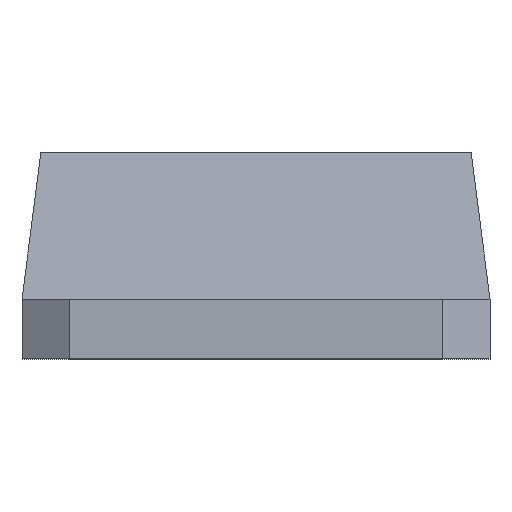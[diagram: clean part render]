
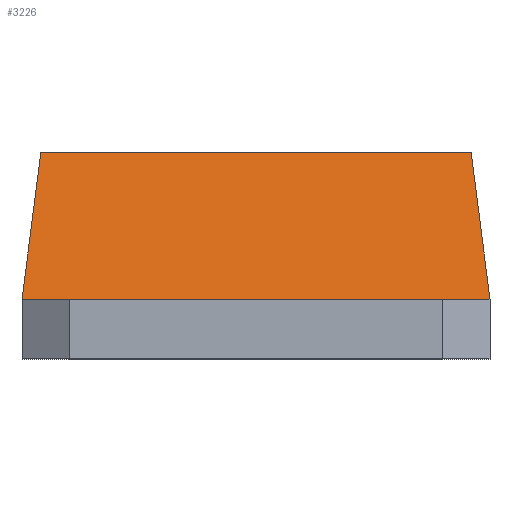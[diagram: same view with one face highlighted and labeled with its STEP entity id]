
A CAD part, top view. The second image highlights one B-rep face of the part: STEP entity #3226.
In plain terms, the highlighted planar face has unit normal (0, 0.202, 0.979).
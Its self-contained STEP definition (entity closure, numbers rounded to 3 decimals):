
#44 = CARTESIAN_POINT ( 'NONE',  ( 5., -0.93, 4.625 ) ) ;
#195 = VERTEX_POINT ( 'NONE', #212 ) ;
#205 = CARTESIAN_POINT ( 'NONE',  ( 5., 2.2, 3.978 ) ) ;
#212 = CARTESIAN_POINT ( 'NONE',  ( -4.597, 2.2, 3.978 ) ) ;
#254 = CARTESIAN_POINT ( 'NONE',  ( 5., -0.93, 4.625 ) ) ;
#347 = VECTOR ( 'NONE', #3065, 1000. ) ;
#420 = VERTEX_POINT ( 'NONE', #1502 ) ;
#683 = EDGE_CURVE ( 'NONE', #195, #420, #2447, .T. ) ;
#687 = LINE ( 'NONE', #44, #3957 ) ;
#1260 = VECTOR ( 'NONE', #2755, 1000. ) ;
#1285 = DIRECTION ( 'NONE',  ( -1., 0., 0. ) ) ;
#1502 = CARTESIAN_POINT ( 'NONE',  ( -5., -0.93, 4.625 ) ) ;
#1506 = CARTESIAN_POINT ( 'NONE',  ( -4.844, 0.285, 4.374 ) ) ;
#1623 = DIRECTION ( 'NONE',  ( 0., 0.979, -0.202 ) ) ;
#1628 = ORIENTED_EDGE ( 'NONE', *, *, #3245, .T. ) ;
#1723 = VERTEX_POINT ( 'NONE', #3992 ) ;
#1795 = CARTESIAN_POINT ( 'NONE',  ( 5., -0.93, 4.625 ) ) ;
#1841 = ORIENTED_EDGE ( 'NONE', *, *, #2955, .F. ) ;
#1887 = DIRECTION ( 'NONE',  ( 0., -0.202, -0.979 ) ) ;
#2074 = EDGE_CURVE ( 'NONE', #1723, #195, #3186, .T. ) ;
#2309 = LINE ( 'NONE', #2760, #3752 ) ;
#2447 = LINE ( 'NONE', #1506, #1260 ) ;
#2674 = ORIENTED_EDGE ( 'NONE', *, *, #2074, .T. ) ;
#2755 = DIRECTION ( 'NONE',  ( -0.125, -0.972, 0.201 ) ) ;
#2760 = CARTESIAN_POINT ( 'NONE',  ( 5., -0.93, 4.625 ) ) ;
#2955 = EDGE_CURVE ( 'NONE', #3949, #420, #687, .T. ) ;
#3062 = DIRECTION ( 'NONE',  ( -0.125, 0.972, -0.201 ) ) ;
#3065 = DIRECTION ( 'NONE',  ( -1., 0., 0. ) ) ;
#3106 = AXIS2_PLACEMENT_3D ( 'NONE', #254, #1887, #1623 ) ;
#3186 = LINE ( 'NONE', #205, #347 ) ;
#3226 = ADVANCED_FACE ( 'NONE', ( #3905 ), #3562, .F. ) ;
#3245 = EDGE_CURVE ( 'NONE', #3949, #1723, #2309, .T. ) ;
#3261 = EDGE_LOOP ( 'NONE', ( #2674, #3583, #1841, #1628 ) ) ;
#3562 = PLANE ( 'NONE',  #3106 ) ;
#3583 = ORIENTED_EDGE ( 'NONE', *, *, #683, .T. ) ;
#3752 = VECTOR ( 'NONE', #3062, 1000. ) ;
#3905 = FACE_OUTER_BOUND ( 'NONE', #3261, .T. ) ;
#3949 = VERTEX_POINT ( 'NONE', #1795 ) ;
#3957 = VECTOR ( 'NONE', #1285, 1000. ) ;
#3992 = CARTESIAN_POINT ( 'NONE',  ( 4.597, 2.2, 3.978 ) ) ;
